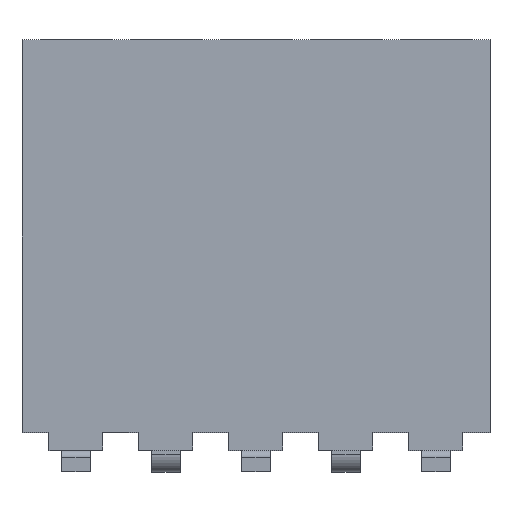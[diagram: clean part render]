
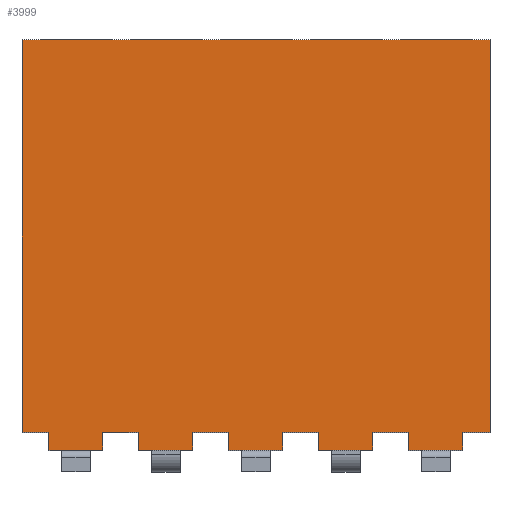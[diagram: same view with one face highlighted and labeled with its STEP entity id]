
A CAD part, top view. The second image highlights one B-rep face of the part: STEP entity #3999.
In plain terms, the highlighted planar face has unit normal (0, 0, 1).
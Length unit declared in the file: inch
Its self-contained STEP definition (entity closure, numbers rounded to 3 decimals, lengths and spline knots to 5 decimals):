
#256=ORIENTED_EDGE('',*,*,#1286,.T.);
#257=ORIENTED_EDGE('',*,*,#1402,.F.);
#258=ORIENTED_EDGE('',*,*,#1403,.F.);
#259=ORIENTED_EDGE('',*,*,#1404,.F.);
#260=ORIENTED_EDGE('',*,*,#1288,.T.);
#261=ORIENTED_EDGE('',*,*,#1405,.F.);
#262=ORIENTED_EDGE('',*,*,#1406,.F.);
#263=ORIENTED_EDGE('',*,*,#1407,.F.);
#264=ORIENTED_EDGE('',*,*,#1292,.T.);
#265=ORIENTED_EDGE('',*,*,#1408,.F.);
#266=ORIENTED_EDGE('',*,*,#1409,.F.);
#267=ORIENTED_EDGE('',*,*,#1410,.F.);
#268=ORIENTED_EDGE('',*,*,#1296,.T.);
#269=ORIENTED_EDGE('',*,*,#1411,.F.);
#270=ORIENTED_EDGE('',*,*,#1412,.F.);
#271=ORIENTED_EDGE('',*,*,#1413,.F.);
#272=ORIENTED_EDGE('',*,*,#1360,.T.);
#273=ORIENTED_EDGE('',*,*,#1414,.F.);
#274=ORIENTED_EDGE('',*,*,#1415,.F.);
#275=ORIENTED_EDGE('',*,*,#1352,.F.);
#276=ORIENTED_EDGE('',*,*,#1365,.F.);
#277=ORIENTED_EDGE('',*,*,#1350,.T.);
#278=ORIENTED_EDGE('',*,*,#1416,.F.);
#279=ORIENTED_EDGE('',*,*,#1417,.F.);
#1286=EDGE_CURVE('',#1873,#1872,#2256,.T.);
#1288=EDGE_CURVE('',#1874,#1875,#2258,.T.);
#1292=EDGE_CURVE('',#1878,#1879,#2262,.T.);
#1296=EDGE_CURVE('',#1882,#1883,#2266,.T.);
#1350=EDGE_CURVE('',#1921,#1920,#2304,.T.);
#1352=EDGE_CURVE('',#1922,#1923,#2306,.T.);
#1360=EDGE_CURVE('',#1930,#1931,#2314,.T.);
#1365=EDGE_CURVE('',#1921,#1922,#2319,.T.);
#1402=EDGE_CURVE('',#1964,#1872,#2356,.T.);
#1403=EDGE_CURVE('',#1965,#1964,#2357,.T.);
#1404=EDGE_CURVE('',#1874,#1965,#2358,.T.);
#1405=EDGE_CURVE('',#1966,#1875,#2359,.T.);
#1406=EDGE_CURVE('',#1967,#1966,#2360,.T.);
#1407=EDGE_CURVE('',#1878,#1967,#2361,.T.);
#1408=EDGE_CURVE('',#1968,#1879,#2362,.T.);
#1409=EDGE_CURVE('',#1969,#1968,#2363,.T.);
#1410=EDGE_CURVE('',#1882,#1969,#2364,.T.);
#1411=EDGE_CURVE('',#1970,#1883,#2365,.T.);
#1412=EDGE_CURVE('',#1971,#1970,#2366,.T.);
#1413=EDGE_CURVE('',#1930,#1971,#2367,.T.);
#1414=EDGE_CURVE('',#1972,#1931,#2368,.T.);
#1415=EDGE_CURVE('',#1923,#1972,#2369,.T.);
#1416=EDGE_CURVE('',#1973,#1920,#2370,.T.);
#1417=EDGE_CURVE('',#1873,#1973,#2371,.T.);
#1872=VERTEX_POINT('',#5539);
#1873=VERTEX_POINT('',#5541);
#1874=VERTEX_POINT('',#5545);
#1875=VERTEX_POINT('',#5546);
#1878=VERTEX_POINT('',#5554);
#1879=VERTEX_POINT('',#5555);
#1882=VERTEX_POINT('',#5563);
#1883=VERTEX_POINT('',#5564);
#1920=VERTEX_POINT('',#5671);
#1921=VERTEX_POINT('',#5673);
#1922=VERTEX_POINT('',#5677);
#1923=VERTEX_POINT('',#5678);
#1930=VERTEX_POINT('',#5695);
#1931=VERTEX_POINT('',#5696);
#1964=VERTEX_POINT('',#5774);
#1965=VERTEX_POINT('',#5776);
#1966=VERTEX_POINT('',#5779);
#1967=VERTEX_POINT('',#5781);
#1968=VERTEX_POINT('',#5784);
#1969=VERTEX_POINT('',#5786);
#1970=VERTEX_POINT('',#5789);
#1971=VERTEX_POINT('',#5791);
#1972=VERTEX_POINT('',#5794);
#1973=VERTEX_POINT('',#5797);
#2256=LINE('',#5540,#2802);
#2258=LINE('',#5544,#2804);
#2262=LINE('',#5553,#2808);
#2266=LINE('',#5562,#2812);
#2304=LINE('',#5672,#2850);
#2306=LINE('',#5676,#2852);
#2314=LINE('',#5694,#2860);
#2319=LINE('',#5704,#2865);
#2356=LINE('',#5773,#2902);
#2357=LINE('',#5775,#2903);
#2358=LINE('',#5777,#2904);
#2359=LINE('',#5778,#2905);
#2360=LINE('',#5780,#2906);
#2361=LINE('',#5782,#2907);
#2362=LINE('',#5783,#2908);
#2363=LINE('',#5785,#2909);
#2364=LINE('',#5787,#2910);
#2365=LINE('',#5788,#2911);
#2366=LINE('',#5790,#2912);
#2367=LINE('',#5792,#2913);
#2368=LINE('',#5793,#2914);
#2369=LINE('',#5795,#2915);
#2370=LINE('',#5796,#2916);
#2371=LINE('',#5798,#2917);
#2802=VECTOR('',#4487,39.37008);
#2804=VECTOR('',#4491,39.37008);
#2808=VECTOR('',#4497,39.37008);
#2812=VECTOR('',#4503,39.37008);
#2850=VECTOR('',#4607,39.37008);
#2852=VECTOR('',#4611,39.37008);
#2860=VECTOR('',#4623,39.37008);
#2865=VECTOR('',#4630,39.37008);
#2902=VECTOR('',#4671,39.37008);
#2903=VECTOR('',#4672,39.37008);
#2904=VECTOR('',#4673,39.37008);
#2905=VECTOR('',#4674,39.37008);
#2906=VECTOR('',#4675,39.37008);
#2907=VECTOR('',#4676,39.37008);
#2908=VECTOR('',#4677,39.37008);
#2909=VECTOR('',#4678,39.37008);
#2910=VECTOR('',#4679,39.37008);
#2911=VECTOR('',#4680,39.37008);
#2912=VECTOR('',#4681,39.37008);
#2913=VECTOR('',#4682,39.37008);
#2914=VECTOR('',#4683,39.37008);
#2915=VECTOR('',#4684,39.37008);
#2916=VECTOR('',#4685,39.37008);
#2917=VECTOR('',#4686,39.37008);
#3365=EDGE_LOOP('',(#256,#257,#258,#259,#260,#261,#262,#263,#264,#265,#266,
#267,#268,#269,#270,#271,#272,#273,#274,#275,#276,#277,#278,#279));
#3593=FACE_BOUND('',#3365,.T.);
#3808=PLANE('',#4257);
#3999=ADVANCED_FACE('',(#3593),#3808,.F.);
#4257=AXIS2_PLACEMENT_3D('',#5772,#4669,#4670);
#4487=DIRECTION('',(1.,0.,0.));
#4491=DIRECTION('',(1.,0.,0.));
#4497=DIRECTION('',(1.,0.,0.));
#4503=DIRECTION('',(1.,0.,0.));
#4607=DIRECTION('',(0.,-1.,0.));
#4611=DIRECTION('',(0.,-1.,0.));
#4623=DIRECTION('',(1.,0.,0.));
#4630=DIRECTION('',(1.,0.,0.));
#4669=DIRECTION('',(0.,0.,-1.));
#4670=DIRECTION('',(-1.,0.,0.));
#4671=DIRECTION('',(0.,-1.,0.));
#4672=DIRECTION('',(-1.,0.,0.));
#4673=DIRECTION('',(0.,1.,0.));
#4674=DIRECTION('',(0.,-1.,0.));
#4675=DIRECTION('',(-1.,0.,0.));
#4676=DIRECTION('',(0.,1.,0.));
#4677=DIRECTION('',(0.,-1.,0.));
#4678=DIRECTION('',(-1.,0.,0.));
#4679=DIRECTION('',(0.,1.,0.));
#4680=DIRECTION('',(0.,-1.,0.));
#4681=DIRECTION('',(-1.,0.,0.));
#4682=DIRECTION('',(0.,1.,0.));
#4683=DIRECTION('',(0.,-1.,0.));
#4684=DIRECTION('',(-1.,0.,0.));
#4685=DIRECTION('',(-1.,0.,0.));
#4686=DIRECTION('',(0.,1.,0.));
#5539=CARTESIAN_POINT('',(-0.085,0.,0.05));
#5540=CARTESIAN_POINT('',(-0.13,0.,0.05));
#5541=CARTESIAN_POINT('',(-0.115,0.,0.05));
#5544=CARTESIAN_POINT('',(-0.13,0.,0.05));
#5545=CARTESIAN_POINT('',(-0.065,0.,0.05));
#5546=CARTESIAN_POINT('',(-0.035,0.,0.05));
#5553=CARTESIAN_POINT('',(-0.13,0.,0.05));
#5554=CARTESIAN_POINT('',(-0.015,0.,0.05));
#5555=CARTESIAN_POINT('',(0.015,0.,0.05));
#5562=CARTESIAN_POINT('',(-0.13,0.,0.05));
#5563=CARTESIAN_POINT('',(0.035,0.,0.05));
#5564=CARTESIAN_POINT('',(0.065,0.,0.05));
#5671=CARTESIAN_POINT('',(-0.13,0.01,0.05));
#5672=CARTESIAN_POINT('',(-0.13,0.228,0.05));
#5673=CARTESIAN_POINT('',(-0.13,0.228,0.05));
#5676=CARTESIAN_POINT('',(0.13,0.228,0.05));
#5677=CARTESIAN_POINT('',(0.13,0.228,0.05));
#5678=CARTESIAN_POINT('',(0.13,0.01,0.05));
#5694=CARTESIAN_POINT('',(-0.13,0.,0.05));
#5695=CARTESIAN_POINT('',(0.085,0.,0.05));
#5696=CARTESIAN_POINT('',(0.115,0.,0.05));
#5704=CARTESIAN_POINT('',(-0.13,0.228,0.05));
#5772=CARTESIAN_POINT('',(-0.13,0.228,0.05));
#5773=CARTESIAN_POINT('',(-0.085,0.01,0.05));
#5774=CARTESIAN_POINT('',(-0.085,0.01,0.05));
#5775=CARTESIAN_POINT('',(-0.065,0.01,0.05));
#5776=CARTESIAN_POINT('',(-0.065,0.01,0.05));
#5777=CARTESIAN_POINT('',(-0.065,0.,0.05));
#5778=CARTESIAN_POINT('',(-0.035,0.01,0.05));
#5779=CARTESIAN_POINT('',(-0.035,0.01,0.05));
#5780=CARTESIAN_POINT('',(-0.015,0.01,0.05));
#5781=CARTESIAN_POINT('',(-0.015,0.01,0.05));
#5782=CARTESIAN_POINT('',(-0.015,0.,0.05));
#5783=CARTESIAN_POINT('',(0.015,0.01,0.05));
#5784=CARTESIAN_POINT('',(0.015,0.01,0.05));
#5785=CARTESIAN_POINT('',(0.035,0.01,0.05));
#5786=CARTESIAN_POINT('',(0.035,0.01,0.05));
#5787=CARTESIAN_POINT('',(0.035,0.,0.05));
#5788=CARTESIAN_POINT('',(0.065,0.01,0.05));
#5789=CARTESIAN_POINT('',(0.065,0.01,0.05));
#5790=CARTESIAN_POINT('',(0.085,0.01,0.05));
#5791=CARTESIAN_POINT('',(0.085,0.01,0.05));
#5792=CARTESIAN_POINT('',(0.085,0.,0.05));
#5793=CARTESIAN_POINT('',(0.115,0.01,0.05));
#5794=CARTESIAN_POINT('',(0.115,0.01,0.05));
#5795=CARTESIAN_POINT('',(0.135,0.01,0.05));
#5796=CARTESIAN_POINT('',(-0.115,0.01,0.05));
#5797=CARTESIAN_POINT('',(-0.115,0.01,0.05));
#5798=CARTESIAN_POINT('',(-0.115,0.,0.05));
